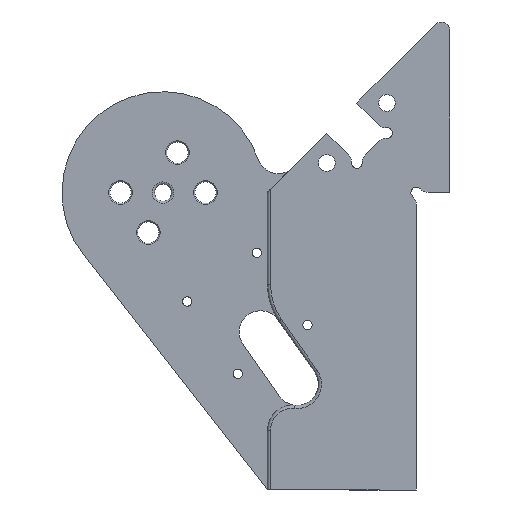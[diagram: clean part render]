
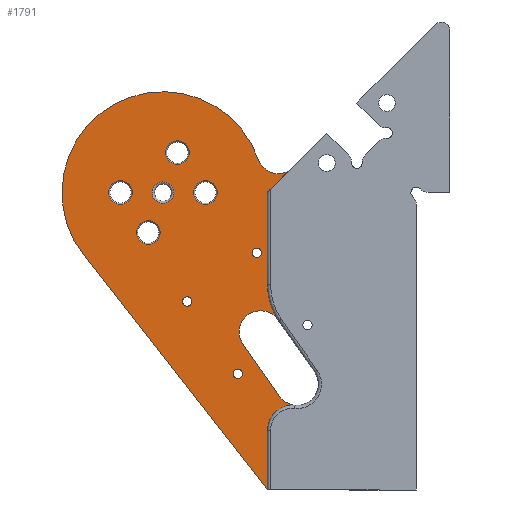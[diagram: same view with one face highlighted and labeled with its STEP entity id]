
A CAD part, left-side view. The second image highlights one B-rep face of the part: STEP entity #1791.
In plain terms, the highlighted planar face has unit normal (-1, 0, 0).
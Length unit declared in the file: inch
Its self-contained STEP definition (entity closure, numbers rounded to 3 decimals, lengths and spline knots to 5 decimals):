
#36=FACE_BOUND('',#511,.T.);
#37=FACE_BOUND('',#512,.T.);
#38=FACE_BOUND('',#513,.T.);
#39=FACE_BOUND('',#514,.T.);
#40=FACE_BOUND('',#515,.T.);
#41=FACE_BOUND('',#516,.T.);
#42=FACE_BOUND('',#517,.T.);
#43=FACE_BOUND('',#518,.T.);
#72=PLANE('',#1932);
#100=LINE('',#2818,#222);
#101=LINE('',#2820,#223);
#102=LINE('',#2826,#224);
#103=LINE('',#2830,#225);
#104=LINE('',#2834,#226);
#105=LINE('',#2835,#227);
#222=VECTOR('',#2206,0.3937);
#223=VECTOR('',#2207,0.3937);
#224=VECTOR('',#2212,0.3937);
#225=VECTOR('',#2215,0.3937);
#226=VECTOR('',#2218,0.3937);
#227=VECTOR('',#2219,0.3937);
#396=FACE_OUTER_BOUND('',#510,.T.);
#510=EDGE_LOOP('',(#1248,#1249,#1250,#1251,#1252,#1253,#1254,#1255,#1256,
#1257,#1258,#1259));
#511=EDGE_LOOP('',(#1260));
#512=EDGE_LOOP('',(#1261));
#513=EDGE_LOOP('',(#1262));
#514=EDGE_LOOP('',(#1263));
#515=EDGE_LOOP('',(#1264));
#516=EDGE_LOOP('',(#1265));
#517=EDGE_LOOP('',(#1266));
#518=EDGE_LOOP('',(#1267));
#654=CIRCLE('',#1930,0.12596);
#656=CIRCLE('',#1933,0.25);
#657=CIRCLE('',#1934,1.1875);
#658=CIRCLE('',#1935,0.29643);
#659=CIRCLE('',#1936,0.25);
#660=CIRCLE('',#1937,0.25);
#661=CIRCLE('',#1938,0.7454);
#662=CIRCLE('',#1939,0.1391);
#663=CIRCLE('',#1940,0.1391);
#664=CIRCLE('',#1941,0.0545);
#665=CIRCLE('',#1942,0.0545);
#666=CIRCLE('',#1943,0.0545);
#667=CIRCLE('',#1944,0.1391);
#668=CIRCLE('',#1945,0.1391);
#792=VERTEX_POINT('',#2808);
#793=VERTEX_POINT('',#2812);
#794=VERTEX_POINT('',#2813);
#795=VERTEX_POINT('',#2815);
#796=VERTEX_POINT('',#2817);
#797=VERTEX_POINT('',#2819);
#798=VERTEX_POINT('',#2821);
#799=VERTEX_POINT('',#2823);
#800=VERTEX_POINT('',#2825);
#801=VERTEX_POINT('',#2827);
#802=VERTEX_POINT('',#2829);
#803=VERTEX_POINT('',#2831);
#804=VERTEX_POINT('',#2833);
#805=VERTEX_POINT('',#2836);
#806=VERTEX_POINT('',#2838);
#807=VERTEX_POINT('',#2840);
#808=VERTEX_POINT('',#2842);
#809=VERTEX_POINT('',#2844);
#810=VERTEX_POINT('',#2846);
#811=VERTEX_POINT('',#2848);
#965=EDGE_CURVE('',#792,#792,#654,.T.);
#967=EDGE_CURVE('',#793,#794,#656,.T.);
#968=EDGE_CURVE('',#794,#795,#657,.T.);
#969=EDGE_CURVE('',#795,#796,#100,.T.);
#970=EDGE_CURVE('',#796,#797,#101,.T.);
#971=EDGE_CURVE('',#798,#797,#658,.T.);
#972=EDGE_CURVE('',#799,#798,#659,.T.);
#973=EDGE_CURVE('',#800,#799,#102,.T.);
#974=EDGE_CURVE('',#801,#800,#660,.T.);
#975=EDGE_CURVE('',#802,#801,#103,.T.);
#976=EDGE_CURVE('',#802,#803,#661,.F.);
#977=EDGE_CURVE('',#803,#804,#104,.T.);
#978=EDGE_CURVE('',#804,#793,#105,.T.);
#979=EDGE_CURVE('',#805,#805,#662,.T.);
#980=EDGE_CURVE('',#806,#806,#663,.T.);
#981=EDGE_CURVE('',#807,#807,#664,.T.);
#982=EDGE_CURVE('',#808,#808,#665,.T.);
#983=EDGE_CURVE('',#809,#809,#666,.T.);
#984=EDGE_CURVE('',#810,#810,#667,.T.);
#985=EDGE_CURVE('',#811,#811,#668,.T.);
#1248=ORIENTED_EDGE('',*,*,#967,.T.);
#1249=ORIENTED_EDGE('',*,*,#968,.T.);
#1250=ORIENTED_EDGE('',*,*,#969,.T.);
#1251=ORIENTED_EDGE('',*,*,#970,.T.);
#1252=ORIENTED_EDGE('',*,*,#971,.F.);
#1253=ORIENTED_EDGE('',*,*,#972,.F.);
#1254=ORIENTED_EDGE('',*,*,#973,.F.);
#1255=ORIENTED_EDGE('',*,*,#974,.F.);
#1256=ORIENTED_EDGE('',*,*,#975,.F.);
#1257=ORIENTED_EDGE('',*,*,#976,.T.);
#1258=ORIENTED_EDGE('',*,*,#977,.T.);
#1259=ORIENTED_EDGE('',*,*,#978,.T.);
#1260=ORIENTED_EDGE('',*,*,#979,.T.);
#1261=ORIENTED_EDGE('',*,*,#980,.T.);
#1262=ORIENTED_EDGE('',*,*,#981,.T.);
#1263=ORIENTED_EDGE('',*,*,#982,.T.);
#1264=ORIENTED_EDGE('',*,*,#983,.T.);
#1265=ORIENTED_EDGE('',*,*,#984,.T.);
#1266=ORIENTED_EDGE('',*,*,#985,.T.);
#1267=ORIENTED_EDGE('',*,*,#965,.T.);
#1791=ADVANCED_FACE('',(#396,#36,#37,#38,#39,#40,#41,#42,#43),#72,.F.);
#1930=AXIS2_PLACEMENT_3D('',#2809,#2196,#2197);
#1932=AXIS2_PLACEMENT_3D('',#2811,#2200,#2201);
#1933=AXIS2_PLACEMENT_3D('',#2814,#2202,#2203);
#1934=AXIS2_PLACEMENT_3D('',#2816,#2204,#2205);
#1935=AXIS2_PLACEMENT_3D('',#2822,#2208,#2209);
#1936=AXIS2_PLACEMENT_3D('',#2824,#2210,#2211);
#1937=AXIS2_PLACEMENT_3D('',#2828,#2213,#2214);
#1938=AXIS2_PLACEMENT_3D('',#2832,#2216,#2217);
#1939=AXIS2_PLACEMENT_3D('',#2837,#2220,#2221);
#1940=AXIS2_PLACEMENT_3D('',#2839,#2222,#2223);
#1941=AXIS2_PLACEMENT_3D('',#2841,#2224,#2225);
#1942=AXIS2_PLACEMENT_3D('',#2843,#2226,#2227);
#1943=AXIS2_PLACEMENT_3D('',#2845,#2228,#2229);
#1944=AXIS2_PLACEMENT_3D('',#2847,#2230,#2231);
#1945=AXIS2_PLACEMENT_3D('',#2849,#2232,#2233);
#2196=DIRECTION('center_axis',(1.,0.,0.));
#2197=DIRECTION('ref_axis',(0.,0.,1.));
#2200=DIRECTION('center_axis',(1.,0.,0.));
#2201=DIRECTION('ref_axis',(0.,0.,-1.));
#2202=DIRECTION('center_axis',(1.,0.,0.));
#2203=DIRECTION('ref_axis',(0.,0.944,-0.329));
#2204=DIRECTION('center_axis',(-1.,0.,0.));
#2205=DIRECTION('ref_axis',(0.,0.,1.));
#2206=DIRECTION('',(0.,-0.616,-0.788));
#2207=DIRECTION('',(0.,0.,1.));
#2208=DIRECTION('center_axis',(-1.,0.,0.));
#2209=DIRECTION('ref_axis',(0.,-1.,0.));
#2210=DIRECTION('center_axis',(-1.,0.,0.));
#2211=DIRECTION('ref_axis',(0.,0.819,-0.574));
#2212=DIRECTION('',(0.,-0.574,-0.819));
#2213=DIRECTION('center_axis',(-1.,0.,0.));
#2214=DIRECTION('ref_axis',(0.,-0.819,0.574));
#2215=DIRECTION('',(0.,0.574,0.819));
#2216=DIRECTION('center_axis',(-1.,0.,0.));
#2217=DIRECTION('ref_axis',(0.,0.819,-0.574));
#2218=DIRECTION('',(0.,0.,1.));
#2219=DIRECTION('',(0.,-0.707,0.707));
#2220=DIRECTION('center_axis',(1.,0.,0.));
#2221=DIRECTION('ref_axis',(0.,0.,-1.));
#2222=DIRECTION('center_axis',(1.,0.,0.));
#2223=DIRECTION('ref_axis',(0.,0.,-1.));
#2224=DIRECTION('center_axis',(1.,0.,0.));
#2225=DIRECTION('ref_axis',(0.,0.,1.));
#2226=DIRECTION('center_axis',(1.,0.,0.));
#2227=DIRECTION('ref_axis',(0.,0.,1.));
#2228=DIRECTION('center_axis',(1.,0.,0.));
#2229=DIRECTION('ref_axis',(0.,0.,1.));
#2230=DIRECTION('center_axis',(1.,0.,0.));
#2231=DIRECTION('ref_axis',(0.,0.,-1.));
#2232=DIRECTION('center_axis',(1.,0.,0.));
#2233=DIRECTION('ref_axis',(0.,0.,-1.));
#2808=CARTESIAN_POINT('',(-3.6625,2.10365,4.05878));
#2809=CARTESIAN_POINT('Origin',(-3.6625,2.10365,4.18474));
#2811=CARTESIAN_POINT('Origin',(-3.6625,1.9559,3.02987));
#2812=CARTESIAN_POINT('',(-3.6625,0.62065,4.44185));
#2813=CARTESIAN_POINT('',(-3.6625,0.98235,4.57568));
#2814=CARTESIAN_POINT('Origin',(-3.6625,0.74628,4.65799));
#2815=CARTESIAN_POINT('',(-3.6625,3.03888,3.45295));
#2816=CARTESIAN_POINT('Origin',(-3.6625,2.10365,4.18474));
#2817=CARTESIAN_POINT('',(-3.6625,0.875,0.6875));
#2818=CARTESIAN_POINT('',(-3.6625,2.73058,3.05895));
#2819=CARTESIAN_POINT('',(-3.6625,0.875,1.38814));
#2820=CARTESIAN_POINT('',(-3.6625,0.875,4.44367));
#2821=CARTESIAN_POINT('',(-3.6625,0.55022,1.68321));
#2822=CARTESIAN_POINT('Origin',(-3.6625,0.57857,1.38814));
#2823=CARTESIAN_POINT('',(-3.6625,0.7311,1.78867));
#2824=CARTESIAN_POINT('Origin',(-3.6625,0.52631,1.93207));
#2825=CARTESIAN_POINT('',(-3.6625,1.16128,2.40304));
#2826=CARTESIAN_POINT('',(-3.6625,1.22416,2.49283));
#2827=CARTESIAN_POINT('',(-3.6625,0.75171,2.68983));
#2828=CARTESIAN_POINT('Origin',(-3.6625,0.9565,2.54643));
#2829=CARTESIAN_POINT('',(-3.6625,0.7402,2.67338));
#2830=CARTESIAN_POINT('',(-3.6625,1.02968,3.0868));
#2831=CARTESIAN_POINT('',(-3.6625,0.875,3.10093));
#2832=CARTESIAN_POINT('Origin',(-3.6625,0.1296,3.10093));
#2833=CARTESIAN_POINT('',(-3.6625,0.875,4.1875));
#2834=CARTESIAN_POINT('',(-3.6625,0.875,4.44367));
#2835=CARTESIAN_POINT('',(-3.6625,0.62065,4.44185));
#2836=CARTESIAN_POINT('',(-3.6625,2.60365,4.32567));
#2837=CARTESIAN_POINT('Origin',(-3.6625,2.60365,4.18657));
#2838=CARTESIAN_POINT('',(-3.6625,1.60365,4.32466));
#2839=CARTESIAN_POINT('Origin',(-3.6625,1.60365,4.18556));
#2840=CARTESIAN_POINT('',(-3.6625,1.81788,2.85038));
#2841=CARTESIAN_POINT('Origin',(-3.6625,1.81788,2.90488));
#2842=CARTESIAN_POINT('',(-3.6625,0.99872,3.42396));
#2843=CARTESIAN_POINT('Origin',(-3.6625,0.99872,3.47846));
#2844=CARTESIAN_POINT('',(-3.6625,1.22268,2.00035));
#2845=CARTESIAN_POINT('Origin',(-3.6625,1.22268,2.05485));
#2846=CARTESIAN_POINT('',(-3.6625,2.27638,3.85462));
#2847=CARTESIAN_POINT('Origin',(-3.6625,2.27638,3.71552));
#2848=CARTESIAN_POINT('',(-3.6625,1.93342,4.79396));
#2849=CARTESIAN_POINT('Origin',(-3.6625,1.93342,4.65486));
